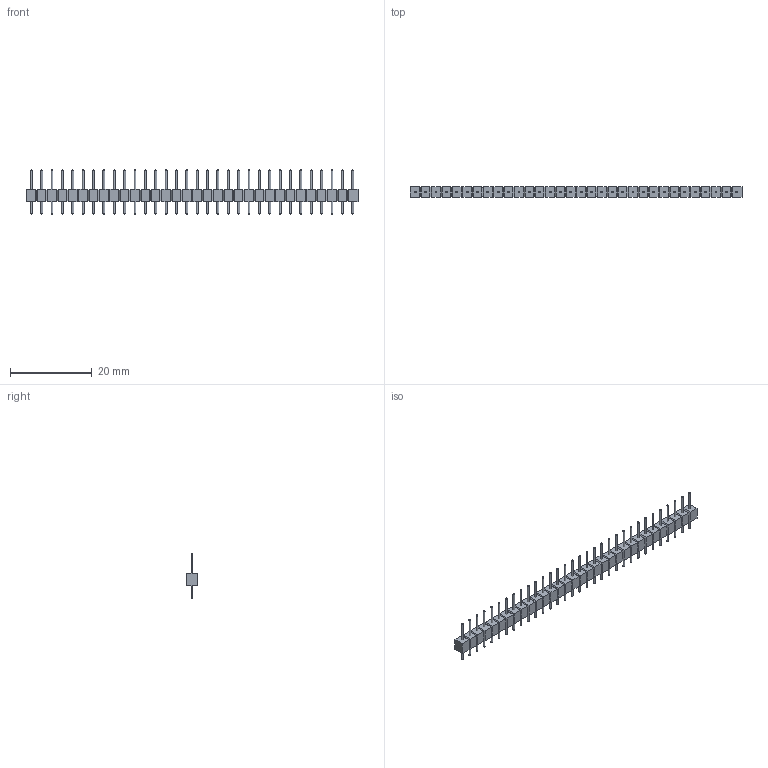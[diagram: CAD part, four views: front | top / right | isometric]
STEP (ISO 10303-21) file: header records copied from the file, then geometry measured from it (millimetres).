
FILE_DESCRIPTION(('FreeCAD Model'),'2;1');
FILE_NAME('265946.2.1.stp','2023-04-24T11:24:32',( 'Author'),(''),'Open CASCADE STEP processor 6.9','FreeCAD','Unknown' );
FILE_SCHEMA(('AUTOMOTIVE_DESIGN { 1 0 10303 214 1 1 1 1 }'));
Length unit declared in the file: millimetre
Products named in the file (3): ASSEMBLY; Body; LeadsArray
Assembly tree (2 placements, depth 2):
  ASSEMBLY
    Body
    LeadsArray
Bounding box: 81.35 x 2.54 x 10.88 mm (x, y, z)
Volume: 660.2 mm3; surface area: 1463.8 mm2
Topology: 33 solids, 33 shells, 538 faces, 980 edges, 508 vertices
Faces by surface type: plane 442, cone 64, cylinder 32
Full cylindrical faces by diameter (mm): 0.46 x32
Entity records: 24843 total; most frequent: CARTESIAN_POINT 4613, DIRECTION 3526, LINE 2124, VECTOR 2124, ORIENTED_EDGE 1960, PCURVE 1960, DEFINITIONAL_REPRESENTATION 1960, EDGE_CURVE 980
